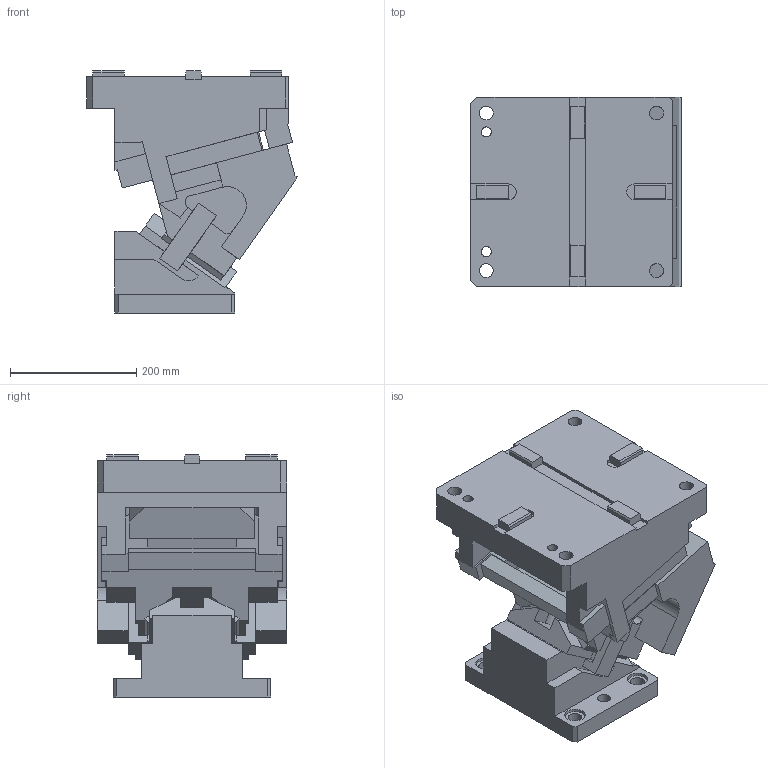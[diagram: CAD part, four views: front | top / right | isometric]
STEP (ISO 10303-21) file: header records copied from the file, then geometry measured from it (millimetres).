
FILE_DESCRIPTION(('CATIA V5 STEP Exchange'),'2;1');
FILE_NAME('CACN_300_35.stp','2015-04-27T10:29:11+00:00',('none'),('none'),'CATIA Version 5 Release 19 SP 2 (IN-10)','CATIA V5 STEP AP203','none');
FILE_SCHEMA(('CONFIG_CONTROL_DESIGN'));
Length unit declared in the file: millimetre
Products named in the file (1): CACN_300_35
Bounding box: 334.51 x 300 x 384 mm (x, y, z)
Volume: 19697011 mm3; surface area: 1087015.2 mm2
Topology: 3 solids, 3 shells, 333 faces, 950 edges, 631 vertices
Faces by surface type: plane 263, cylinder 70
Entity records: 11242 total; most frequent: CARTESIAN_POINT 2885, ORIENTED_EDGE 1900, DIRECTION 1403, EDGE_CURVE 950, VECTOR 804, LINE 804, VERTEX_POINT 631, EDGE_LOOP 367
